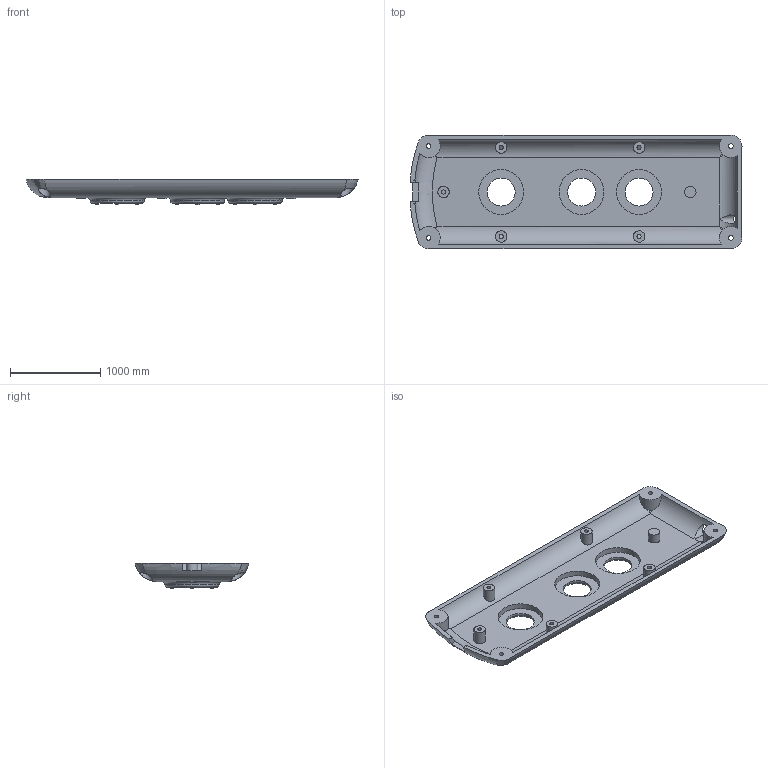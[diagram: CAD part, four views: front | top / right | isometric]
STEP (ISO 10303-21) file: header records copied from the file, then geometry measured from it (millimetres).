
FILE_DESCRIPTION(/* description */ (''),/* implementation_level */ '2;1');
FILE_NAME(/* name */ 'Gehause_oben.stp',/* time_stamp */ '2019-01-18T07:58:26+01:00',/* author */ ('SFl'),/* organization */ ('unknown'),/* preprocessor_version */ 'ST-DEVELOPER v17.2',/* originating_system */ 'Autodesk Inventor 2019',/* authorisation */ '');
FILE_SCHEMA (('AUTOMOTIVE_DESIGN { 1 0 10303 214 3 1 1 }'));
Length unit declared in the file: inch
Products named in the file (1): Gehause_oben
Bounding box: 3669.19 x 1259.74 x 279.4 mm (x, y, z)
Volume: 277237137.5 mm3; surface area: 11462717.1 mm2
Topology: 19 solids, 19 shells, 182 faces, 428 edges, 291 vertices
Faces by surface type: plane 116, cylinder 43, bspline 12, torus 11
Full cylindrical faces by diameter (mm): 45.72 x5, 50.8 x4, 101.6 x1, 127 x6, 139.7 x4, 309.88 x3, 495.3 x3
Entity records: 6782 total; most frequent: CARTESIAN_POINT 2576, ORIENTED_EDGE 840, DIRECTION 819, EDGE_CURVE 420, AXIS2_PLACEMENT_3D 303, VERTEX_POINT 291, EDGE_LOOP 213, LINE 213
